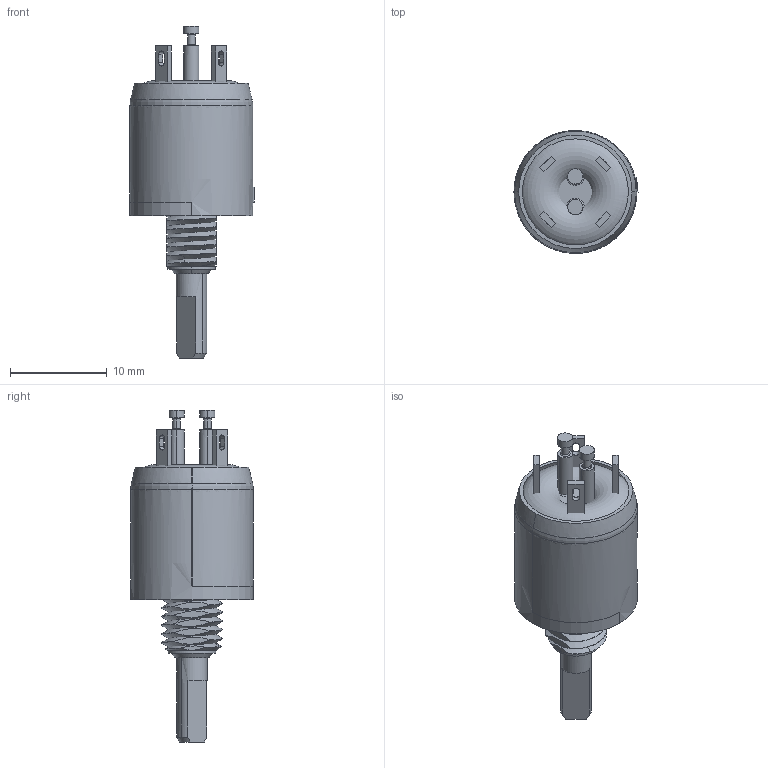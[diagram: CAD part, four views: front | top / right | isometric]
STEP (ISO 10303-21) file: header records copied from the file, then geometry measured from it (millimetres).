
FILE_DESCRIPTION((''),'2;1');
FILE_NAME('50D90-01-2-AJN_SW0001','2017-03-15T',('dlatimer'),(''),'PRO/ENGINEER BY PARAMETRIC TECHNOLOGY CORPORATION, 2016100','PRO/ENGINEER BY PARAMETRIC TECHNOLOGY CORPORATION, 2016100','');
FILE_SCHEMA(('CONFIG_CONTROL_DESIGN'));
Products named in the file (1): 50D90-01-2-AJN_SW0001
Bounding box: 12.83 x 12.7 x 34.34 mm (x, y, z)
Surface area: 3328.4 mm2 (no closed solid volume)
Topology: 0 solids, 0 shells, 443 faces, 2451 edges, 2447 vertices
Faces by surface type: bspline 423, torus 20
Entity records: 49489 total; most frequent: CARTESIAN_POINT 27017, DIRECTION 3562, TRIMMED_CURVE 3241, VECTOR 2960, LINE 2960, DEFINITIONAL_REPRESENTATION 2442, PCURVE 2442, COMPOSITE_CURVE_SEGMENT 2442
